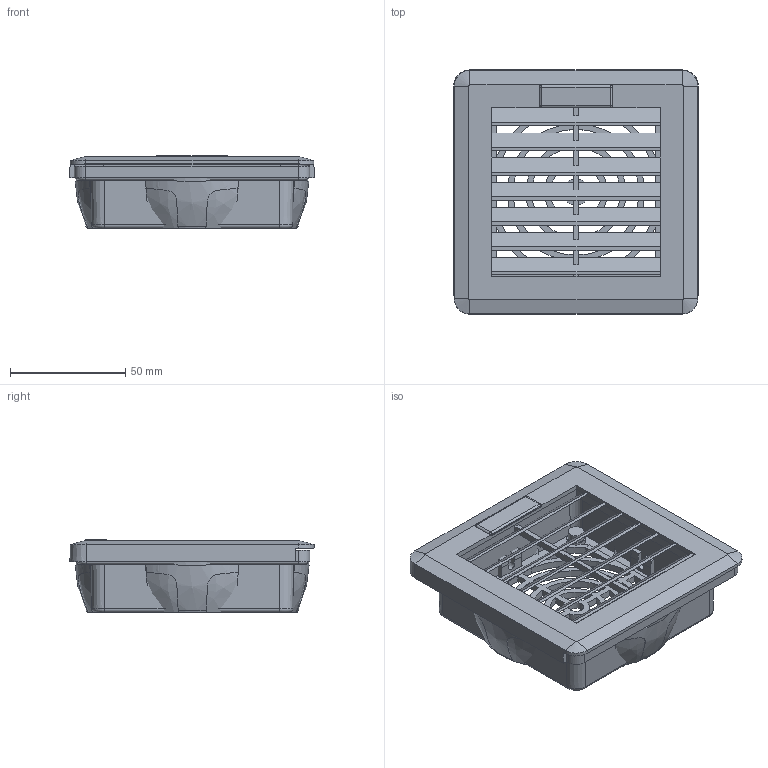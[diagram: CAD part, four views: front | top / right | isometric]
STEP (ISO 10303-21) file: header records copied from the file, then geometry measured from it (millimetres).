
FILE_DESCRIPTION(/* description */ ('','CAx-IF Rec.Pracs.---Representation and Presentation of Product Manufacturing Information (PMI)---4.0---2014-10-13'),/* implementation_level */ '2;1');
FILE_NAME(/* name */ 'NLV-100 СБ(без вентилятора).stp',/* time_stamp */ '2022-06-27T09:21:34+03:00',/* author */ ('i.yanin'),/* organization */ (''),/* preprocessor_version */ 'ST-DEVELOPER v18.1',/* originating_system */ 'Autodesk Inventor 2022',/* authorisation */ '');
FILE_SCHEMA (('AP242_MANAGED_MODEL_BASED_3D_ENGINEERING_MIM_LF { 1 0 10303 442 1 1 4 }'));
Length unit declared in the file: millimetre
Products named in the file (5): NLV-100 СБ; NLF-300_КОРПУС; NLF-300__КРЫШКА; ЛОГО2; NLV _ защелка
Assembly tree (7 placements, depth 2):
  NLV-100 СБ
    NLF-300_КОРПУС
    NLF-300__КРЫШКА
    ЛОГО2
    NLV _ защелка  x4
Bounding box: 106 x 105.85 x 31.5 mm (x, y, z)
Volume: 64510.8 mm3; surface area: 83006.4 mm2
Topology: 8 solids, 12 shells, 543 faces, 1500 edges, 974 vertices
Faces by surface type: plane 350, cylinder 133, cone 24, bspline 20, torus 12, sphere 4
Full cylindrical faces by diameter (mm): 3 x4, 4 x4, 6.5 x1, 7 x4, 8 x4
Entity records: 16469 total; most frequent: CARTESIAN_POINT 3254, DIRECTION 2634, ORIENTED_EDGE 2450, EDGE_CURVE 1227, LINE 902, VECTOR 902, AXIS2_PLACEMENT_3D 866, VERTEX_POINT 788
